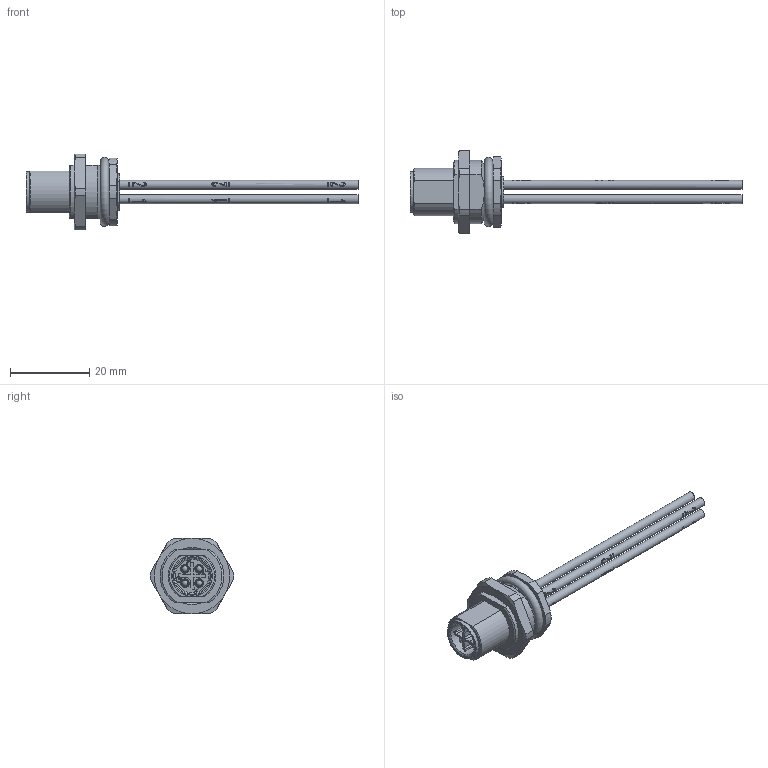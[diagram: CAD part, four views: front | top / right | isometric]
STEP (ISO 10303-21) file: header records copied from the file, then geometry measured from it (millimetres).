
FILE_DESCRIPTION(/* description */ (''),/* implementation_level */ '2;1');
FILE_NAME(/* name */ '09 0691 121 04 001_00.stp',/* time_stamp */ '2013-11-21T11:20:42+01:00',/* author */ (''),/* organization */ (''),/* preprocessor_version */ 'ST-DEVELOPER v14',/* originating_system */ 'SIEMENS PLM Software NX 8.0',/* authorisation */ '');
FILE_SCHEMA (('AUTOMOTIVE_DESIGN { 1 0 10303 214 3 1 1 1 }'));
Length unit declared in the file: millimetre
Products named in the file (1): cerl048CB674lxcd
Bounding box: 83.6 x 20.99 x 19 mm (x, y, z)
Volume: 4469.4 mm3; surface area: 4436.1 mm2
Topology: 1 solids, 1 shells, 319 faces, 816 edges, 536 vertices
Faces by surface type: plane 159, cylinder 77, extrusion 48, cone 19, torus 10, sphere 4, bspline 2
Full cylindrical faces by diameter (mm): 1.5 x4, 2.17 x4, 2.23 x3, 8.35 x1, 10.3 x1, 13.3 x2
Entity records: 12911 total; most frequent: CARTESIAN_POINT 5270, ORIENTED_EDGE 1528, DIRECTION 1412, EDGE_CURVE 764, VERTEX_POINT 516, AXIS2_PLACEMENT_3D 487, VECTOR 438, EDGE_LOOP 392
